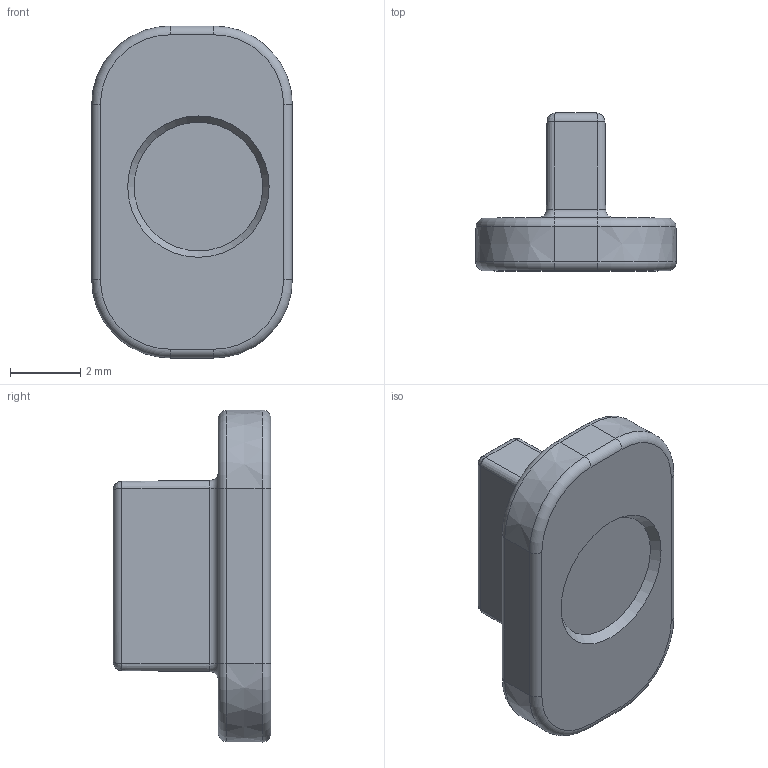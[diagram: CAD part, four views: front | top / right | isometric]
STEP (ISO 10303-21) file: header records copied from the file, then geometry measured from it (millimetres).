
FILE_DESCRIPTION(/* description */ (''),/* implementation_level */ '2;1');
FILE_NAME(/* name */ 'Minus Hotkey.step',/* time_stamp */ '2024-02-13T22:05:59+09:00',/* author */ (''),/* organization */ (''),/* preprocessor_version */ 'ST-DEVELOPER v20',/* originating_system */ 'Autodesk Translation Framework v12.20.1.177',/* authorisation */ '');
FILE_SCHEMA (('AUTOMOTIVE_DESIGN { 1 0 10303 214 3 1 1 }'));
Length unit declared in the file: millimetre
Products named in the file (1): Minus Button_1
Bounding box: 5.72 x 4.5 x 9.47 mm (x, y, z)
Volume: 98.3 mm3; surface area: 173.5 mm2
Topology: 1 solids, 1 shells, 53 faces, 115 edges, 62 vertices
Faces by surface type: cylinder 16, plane 12, torus 12, cone 9, bspline 4
Entity records: 2135 total; most frequent: CARTESIAN_POINT 971, DIRECTION 249, ORIENTED_EDGE 222, EDGE_CURVE 111, AXIS2_PLACEMENT_3D 100, VERTEX_POINT 62, EDGE_LOOP 55, FACE_OUTER_BOUND 53
